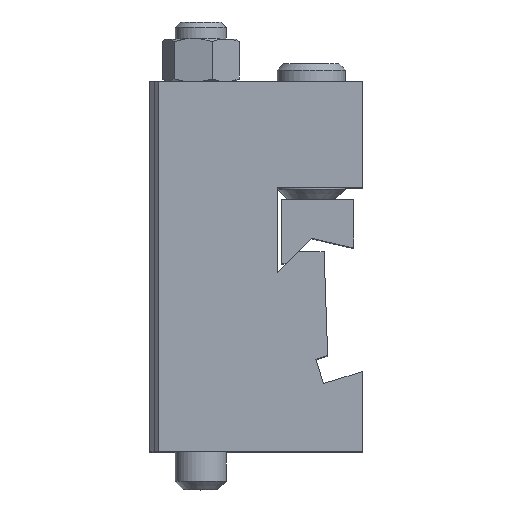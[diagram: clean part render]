
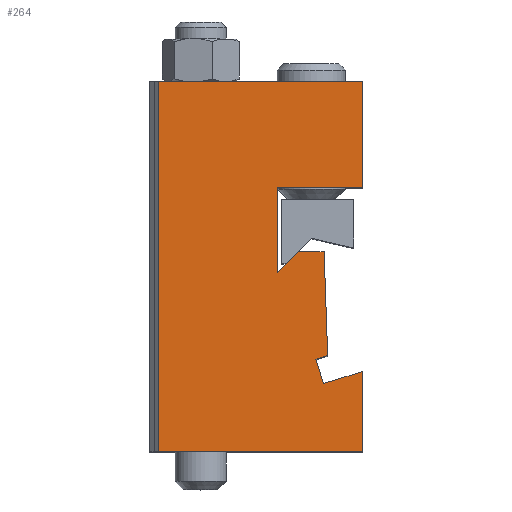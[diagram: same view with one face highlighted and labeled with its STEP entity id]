
A CAD part, top view. The second image highlights one B-rep face of the part: STEP entity #264.
In plain terms, the highlighted planar face has unit normal (0, 0, 1).
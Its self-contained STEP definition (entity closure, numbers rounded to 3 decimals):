
#133=FACE_OUTER_BOUND('',#1215,.T.);
#264=ADVANCED_FACE('',(#133),#405,.T.);
#405=PLANE('',#2785);
#573=LINE('',#3756,#894);
#641=LINE('',#3906,#962);
#693=LINE('',#3989,#1014);
#704=LINE('',#4011,#1025);
#707=LINE('',#4017,#1028);
#708=LINE('',#4019,#1029);
#709=LINE('',#4021,#1030);
#710=LINE('',#4023,#1031);
#711=LINE('',#4025,#1032);
#712=LINE('',#4027,#1033);
#713=LINE('',#4029,#1034);
#714=LINE('',#4031,#1035);
#715=LINE('',#4033,#1036);
#894=VECTOR('',#3024,1.);
#962=VECTOR('',#3144,1.);
#1014=VECTOR('',#3204,1.);
#1025=VECTOR('',#3219,1.);
#1028=VECTOR('',#3224,1.);
#1029=VECTOR('',#3227,1.);
#1030=VECTOR('',#3228,1.);
#1031=VECTOR('',#3229,1.);
#1032=VECTOR('',#3230,1.);
#1033=VECTOR('',#3231,1.);
#1034=VECTOR('',#3232,1.);
#1035=VECTOR('',#3233,1.);
#1036=VECTOR('',#3234,1.);
#1215=EDGE_LOOP('',(#1635,#1636,#1637,#1638,#1639,#1640,#1641,#1642,#1643,
#1644,#1645,#1646,#1647));
#1635=ORIENTED_EDGE('',*,*,#2420,.T.);
#1636=ORIENTED_EDGE('',*,*,#2547,.T.);
#1637=ORIENTED_EDGE('',*,*,#2495,.F.);
#1638=ORIENTED_EDGE('',*,*,#2561,.T.);
#1639=ORIENTED_EDGE('',*,*,#2562,.T.);
#1640=ORIENTED_EDGE('',*,*,#2563,.T.);
#1641=ORIENTED_EDGE('',*,*,#2564,.T.);
#1642=ORIENTED_EDGE('',*,*,#2565,.T.);
#1643=ORIENTED_EDGE('',*,*,#2566,.T.);
#1644=ORIENTED_EDGE('',*,*,#2567,.T.);
#1645=ORIENTED_EDGE('',*,*,#2568,.T.);
#1646=ORIENTED_EDGE('',*,*,#2569,.T.);
#1647=ORIENTED_EDGE('',*,*,#2558,.T.);
#2160=VERTEX_POINT('',#3755);
#2161=VERTEX_POINT('',#3757);
#2216=VERTEX_POINT('',#3905);
#2217=VERTEX_POINT('',#3907);
#2253=VERTEX_POINT('',#4012);
#2254=VERTEX_POINT('',#4016);
#2255=VERTEX_POINT('',#4020);
#2256=VERTEX_POINT('',#4022);
#2257=VERTEX_POINT('',#4024);
#2258=VERTEX_POINT('',#4026);
#2259=VERTEX_POINT('',#4028);
#2260=VERTEX_POINT('',#4030);
#2261=VERTEX_POINT('',#4032);
#2420=EDGE_CURVE('',#2161,#2160,#573,.T.);
#2495=EDGE_CURVE('',#2216,#2217,#641,.T.);
#2547=EDGE_CURVE('',#2160,#2217,#693,.T.);
#2558=EDGE_CURVE('',#2253,#2161,#704,.T.);
#2561=EDGE_CURVE('',#2216,#2254,#707,.T.);
#2562=EDGE_CURVE('',#2254,#2255,#708,.T.);
#2563=EDGE_CURVE('',#2255,#2256,#709,.T.);
#2564=EDGE_CURVE('',#2256,#2257,#710,.T.);
#2565=EDGE_CURVE('',#2257,#2258,#711,.T.);
#2566=EDGE_CURVE('',#2258,#2259,#712,.T.);
#2567=EDGE_CURVE('',#2259,#2260,#713,.T.);
#2568=EDGE_CURVE('',#2260,#2261,#714,.T.);
#2569=EDGE_CURVE('',#2261,#2253,#715,.T.);
#2785=AXIS2_PLACEMENT_3D('',#4034,#3235,#3236);
#3024=DIRECTION('',(-1.,0.,0.));
#3144=DIRECTION('',(-1.,0.,0.));
#3204=DIRECTION('',(0.,-1.,0.));
#3219=DIRECTION('',(0.,1.,0.));
#3224=DIRECTION('',(0.,1.,0.));
#3227=DIRECTION('',(-0.956,-0.292,0.));
#3228=DIRECTION('',(-0.292,0.956,0.));
#3229=DIRECTION('',(0.956,0.292,0.));
#3230=DIRECTION('',(-0.035,0.999,0.));
#3231=DIRECTION('',(-1.,0.,0.));
#3232=DIRECTION('',(-0.707,-0.707,0.));
#3233=DIRECTION('',(0.,1.,0.));
#3234=DIRECTION('',(1.,0.,0.));
#3235=DIRECTION('',(0.,0.,1.));
#3236=DIRECTION('',(-1.,0.,0.));
#3755=CARTESIAN_POINT('',(0.825,19.5,20.));
#3756=CARTESIAN_POINT('',(24.825,19.5,20.));
#3757=CARTESIAN_POINT('',(24.825,19.5,20.));
#3905=CARTESIAN_POINT('',(24.825,-24.,20.));
#3906=CARTESIAN_POINT('',(24.825,-24.,20.));
#3907=CARTESIAN_POINT('',(0.825,-24.,20.));
#3989=CARTESIAN_POINT('',(0.825,-2.25,20.));
#4011=CARTESIAN_POINT('',(24.825,-2.25,20.));
#4012=CARTESIAN_POINT('',(24.825,7.,20.));
#4016=CARTESIAN_POINT('',(24.825,-14.602,20.));
#4017=CARTESIAN_POINT('',(24.825,-2.25,20.));
#4019=CARTESIAN_POINT('',(24.825,-14.602,20.));
#4020=CARTESIAN_POINT('',(20.251,-16.,20.));
#4021=CARTESIAN_POINT('',(20.251,-16.,20.));
#4022=CARTESIAN_POINT('',(19.374,-13.131,20.));
#4023=CARTESIAN_POINT('',(19.374,-13.131,20.));
#4024=CARTESIAN_POINT('',(20.751,-12.71,20.));
#4025=CARTESIAN_POINT('',(20.751,-12.71,20.));
#4026=CARTESIAN_POINT('',(20.325,-0.5,20.));
#4027=CARTESIAN_POINT('',(20.325,-0.5,20.));
#4028=CARTESIAN_POINT('',(17.325,-0.5,20.));
#4029=CARTESIAN_POINT('',(17.325,-0.5,20.));
#4030=CARTESIAN_POINT('',(14.825,-3.,20.));
#4031=CARTESIAN_POINT('',(14.825,-3.,20.));
#4032=CARTESIAN_POINT('',(14.825,7.,20.));
#4033=CARTESIAN_POINT('',(14.825,7.,20.));
#4034=CARTESIAN_POINT('',(24.825,-2.25,20.));
